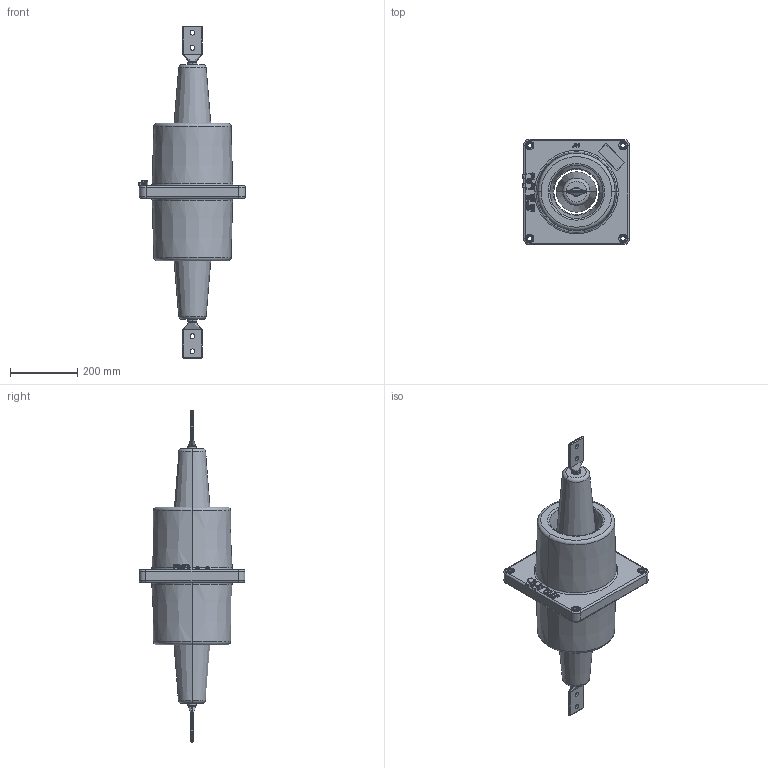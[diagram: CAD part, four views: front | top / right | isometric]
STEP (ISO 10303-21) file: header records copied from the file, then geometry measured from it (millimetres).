
FILE_DESCRIPTION (( 'STEP AP203' ), '1' );
FILE_NAME ('ﾒﾏﾋ-35.STEP', '2022-07-29T02:22:02', ( '' ), ( '' ), 'SwSTEP 2.0', 'SolidWorks 2010', '' );
FILE_SCHEMA (( 'CONFIG_CONTROL_DESIGN' ));
Length unit declared in the file: millimetre
Products named in the file (1): ﾒﾏﾋ-35
Bounding box: 318.5 x 316 x 990 mm (x, y, z)
Surface area: 773222.6 mm2 (no closed solid volume)
Topology: 0 solids, 21 shells, 402 faces, 1334 edges, 916 vertices
Faces by surface type: plane 130, cylinder 110, bspline 66, cone 48, torus 28, sphere 20
Entity records: 17028 total; most frequent: CARTESIAN_POINT 5964, DIRECTION 2263, ORIENTED_EDGE 2117, EDGE_CURVE 1316, VERTEX_POINT 915, AXIS2_PLACEMENT_3D 868, CIRCLE 531, LINE 527
